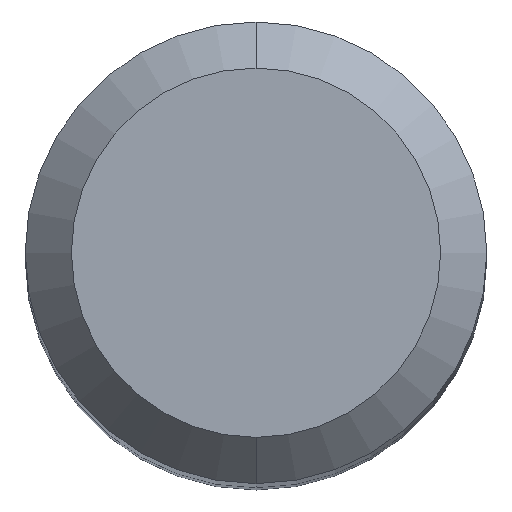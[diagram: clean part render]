
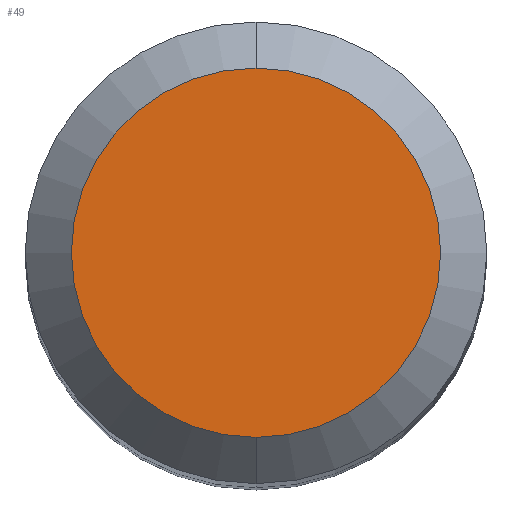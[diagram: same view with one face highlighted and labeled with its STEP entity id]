
A CAD part, top view. The second image highlights one B-rep face of the part: STEP entity #49.
In plain terms, the highlighted planar face has unit normal (0, 0, 1).
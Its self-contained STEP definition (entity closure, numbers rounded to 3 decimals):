
#49=ADVANCED_FACE('',(#102),#103,.T.);
#102=FACE_OUTER_BOUND('',#161,.T.);
#103=PLANE('',#162);
#161=EDGE_LOOP('',(#214,#215));
#162=AXIS2_PLACEMENT_3D('',#216,#217,#218);
#214=ORIENTED_EDGE('',*,*,#292,.F.);
#215=ORIENTED_EDGE('',*,*,#295,.F.);
#216=CARTESIAN_POINT('',(0.,2.,40.));
#217=DIRECTION('',(0.,0.,1.0));
#218=DIRECTION('',(0.,-1.0,0.));
#292=EDGE_CURVE('',#335,#337,#338,.T.);
#295=EDGE_CURVE('',#337,#335,#341,.T.);
#335=VERTEX_POINT('',#377);
#337=VERTEX_POINT('',#380);
#338=CIRCLE('',#381,4.);
#341=CIRCLE('',#385,4.);
#377=CARTESIAN_POINT('',(0.,4.,40.));
#380=CARTESIAN_POINT('',(0.,-4.,40.));
#381=AXIS2_PLACEMENT_3D('',#416,#417,#418);
#385=AXIS2_PLACEMENT_3D('',#420,#421,#422);
#416=CARTESIAN_POINT('',(0.,0.0,40.));
#417=DIRECTION('',(0.,0.0,-1.0));
#418=DIRECTION('',(0.0,1.0,0.0));
#420=CARTESIAN_POINT('',(0.,0.0,40.));
#421=DIRECTION('',(0.,0.0,-1.0));
#422=DIRECTION('',(0.0,1.0,0.0));
